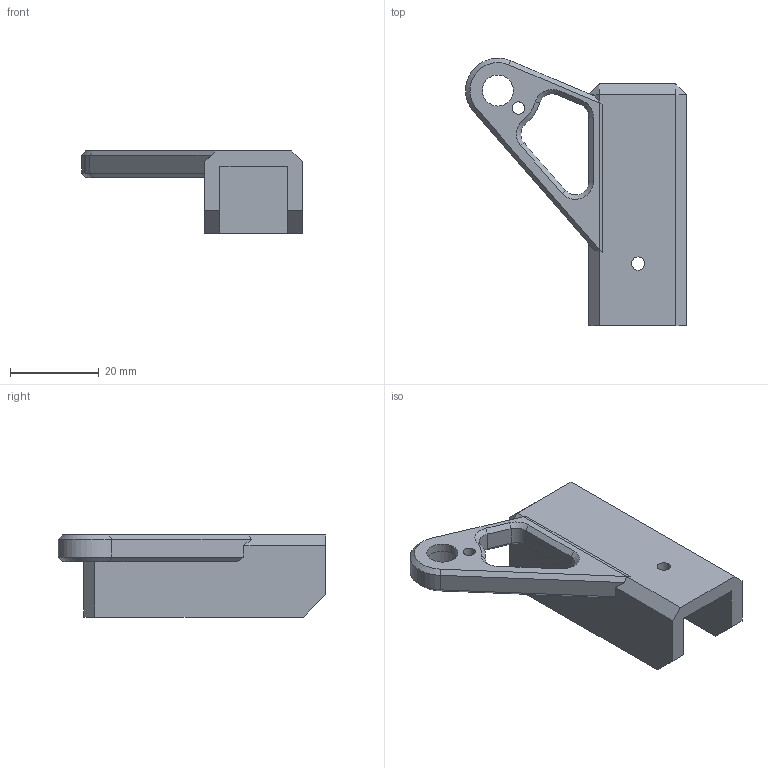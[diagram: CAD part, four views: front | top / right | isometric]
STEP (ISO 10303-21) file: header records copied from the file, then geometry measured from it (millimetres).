
FILE_DESCRIPTION(('FreeCAD Model'),'2;1');
FILE_NAME('z-upper-joint-R-x1.step', '2021-08-23T18:04:56',('Author'),(''), 'Open CASCADE STEP processor 7.3','FreeCAD','Unknown');
FILE_SCHEMA(('AUTOMOTIVE_DESIGN { 1 0 10303 214 1 1 1 1 }'));
Length unit declared in the file: millimetre
Products named in the file (1): Fusion008_(Mirror_#1)
Bounding box: 49.79 x 60.29 x 18.5 mm (x, y, z)
Volume: 14109 mm3; surface area: 8071.3 mm2
Topology: 1 solids, 1 shells, 68 faces, 171 edges, 105 vertices
Faces by surface type: plane 44, cone 12, cylinder 12
Full cylindrical faces by diameter (mm): 2.8 x1, 3 x2, 7 x1
Entity records: 4323 total; most frequent: CARTESIAN_POINT 799, DIRECTION 673, LINE 443, VECTOR 443, ORIENTED_EDGE 342, PCURVE 342, DEFINITIONAL_REPRESENTATION 342, EDGE_CURVE 171
